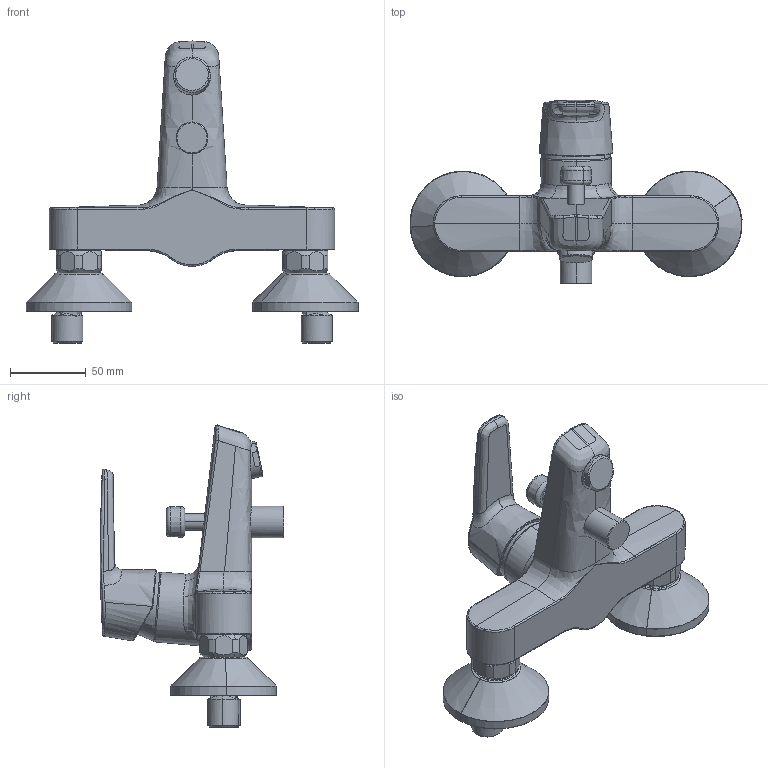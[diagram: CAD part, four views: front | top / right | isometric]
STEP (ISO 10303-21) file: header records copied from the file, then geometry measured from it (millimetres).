
FILE_DESCRIPTION (( 'STEP AP203' ), '1' );
FILE_NAME ('3940Y(2016)+51442193+514421930067.STEP', '2019-03-18T11:39:57', ( '' ), ( '' ), 'SwSTEP 2.0', 'SolidWorks 2016', '' );
FILE_SCHEMA (( 'CONFIG_CONTROL_DESIGN' ));
Length unit declared in the file: millimetre
Products named in the file (1): 3940Y(2016)+51442193+514421930067
Bounding box: 219.82 x 121.76 x 199.96 mm (x, y, z)
Volume: 525683.4 mm3; surface area: 87285 mm2
Topology: 1 solids, 3 shells, 279 faces, 729 edges, 466 vertices
Faces by surface type: bspline 123, cylinder 56, plane 49, cone 35, torus 16
Entity records: 49960 total; most frequent: CARTESIAN_POINT 44033, ORIENTED_EDGE 1454, DIRECTION 881, EDGE_CURVE 727, VERTEX_POINT 466, AXIS2_PLACEMENT_3D 378, B_SPLINE_CURVE_WITH_KNOTS 375, EDGE_LOOP 295
